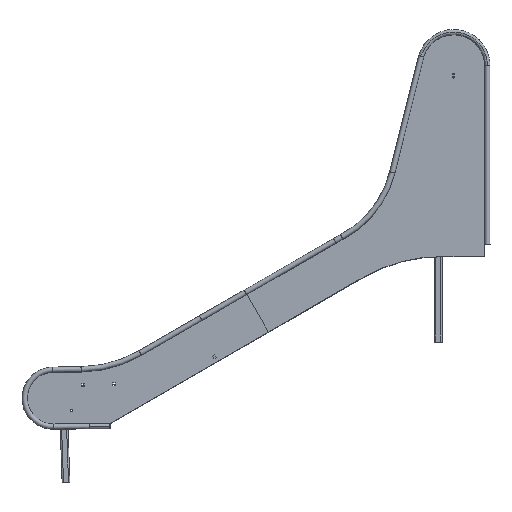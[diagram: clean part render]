
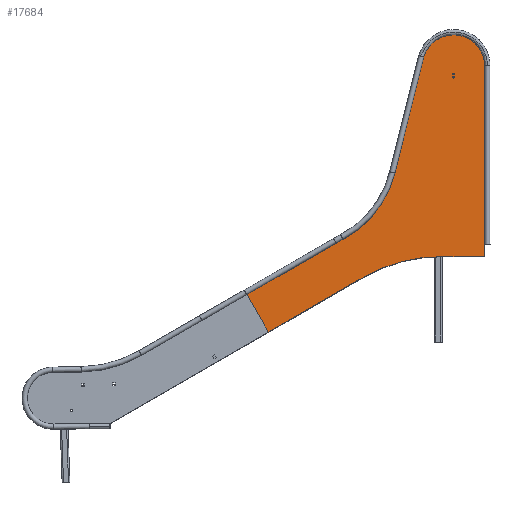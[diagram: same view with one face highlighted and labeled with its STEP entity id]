
A CAD part, top view. The second image highlights one B-rep face of the part: STEP entity #17684.
In plain terms, the highlighted face is planar.
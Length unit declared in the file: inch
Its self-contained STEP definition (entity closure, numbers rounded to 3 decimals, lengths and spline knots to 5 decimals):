
#191 = EDGE_CURVE ( 'NONE', #17458, #27538, #26681, .T. ) ;
#386 = EDGE_CURVE ( 'NONE', #24154, #24309, #3539, .T. ) ;
#523 = ORIENTED_EDGE ( 'NONE', *, *, #24787, .T. ) ;
#1069 = DIRECTION ( 'NONE',  ( -1., 0., 0. ) ) ;
#1347 = DIRECTION ( 'NONE',  ( 1., 0., 0. ) ) ;
#1352 = VECTOR ( 'NONE', #13899, 39.37008 ) ;
#1434 = ORIENTED_EDGE ( 'NONE', *, *, #191, .F. ) ;
#1921 = EDGE_CURVE ( 'NONE', #8058, #17150, #15941, .T. ) ;
#1998 = DIRECTION ( 'NONE',  ( -1., 0., 0. ) ) ;
#2057 = EDGE_CURVE ( 'NONE', #17150, #15405, #15713, .T. ) ;
#2768 = VECTOR ( 'NONE', #19252, 39.37008 ) ;
#3136 = LINE ( 'NONE', #19389, #21223 ) ;
#3349 = DIRECTION ( 'NONE',  ( 1., 0., 0. ) ) ;
#3539 = LINE ( 'NONE', #8342, #8338 ) ;
#4271 = EDGE_CURVE ( 'NONE', #27538, #17458, #25060, .T. ) ;
#4529 = EDGE_CURVE ( 'NONE', #15405, #27337, #3136, .T. ) ;
#4536 = CARTESIAN_POINT ( 'NONE',  ( 0., 0., 0. ) ) ;
#4643 = ORIENTED_EDGE ( 'NONE', *, *, #2057, .T. ) ;
#4826 = VERTEX_POINT ( 'NONE', #27493 ) ;
#5220 = CARTESIAN_POINT ( 'NONE',  ( 0., -32.31868, 8.53773 ) ) ;
#5252 = CIRCLE ( 'NONE', #14381, 6. ) ;
#5273 = CARTESIAN_POINT ( 'NONE',  ( 0., 38.65207, 11.74355 ) ) ;
#5490 = ORIENTED_EDGE ( 'NONE', *, *, #27960, .T. ) ;
#5510 = DIRECTION ( 'NONE',  ( 0., 0., -1. ) ) ;
#6404 = CARTESIAN_POINT ( 'NONE',  ( 0., -7.36259, 46.0125 ) ) ;
#6444 = EDGE_LOOP ( 'NONE', ( #28013, #15133 ) ) ;
#6737 = AXIS2_PLACEMENT_3D ( 'NONE', #14469, #1069, #7831 ) ;
#6786 = CARTESIAN_POINT ( 'NONE',  ( 0., 35.3125, 6.03773 ) ) ;
#6948 = CARTESIAN_POINT ( 'NONE',  ( 0., 21.02575, 36.75995 ) ) ;
#7284 = AXIS2_PLACEMENT_3D ( 'NONE', #5220, #24137, #5510 ) ;
#7406 = LINE ( 'NONE', #20785, #1352 ) ;
#7509 = CARTESIAN_POINT ( 'NONE',  ( 0., 34.75, 6.03773 ) ) ;
#7686 = ORIENTED_EDGE ( 'NONE', *, *, #4529, .T. ) ;
#7831 = DIRECTION ( 'NONE',  ( 0., 0., 1. ) ) ;
#7966 = FACE_OUTER_BOUND ( 'NONE', #9809, .T. ) ;
#8051 = AXIS2_PLACEMENT_3D ( 'NONE', #23917, #3349, #25742 ) ;
#8058 = VERTEX_POINT ( 'NONE', #13221 ) ;
#8112 = CARTESIAN_POINT ( 'NONE',  ( 0., -7.36259, 46.0125 ) ) ;
#8200 = DIRECTION ( 'NONE',  ( 0., 1., 0. ) ) ;
#8338 = VECTOR ( 'NONE', #8200, 39.37008 ) ;
#8342 = CARTESIAN_POINT ( 'NONE',  ( 0., 36.91667, 0. ) ) ;
#9238 = CARTESIAN_POINT ( 'NONE',  ( 0., 34.75, 6.22523 ) ) ;
#9623 = ORIENTED_EDGE ( 'NONE', *, *, #386, .T. ) ;
#9631 = VERTEX_POINT ( 'NONE', #24887 ) ;
#9809 = EDGE_LOOP ( 'NONE', ( #23180, #523, #28438, #9623, #25216, #5490, #10221, #14705, #4643, #7686 ) ) ;
#10013 = CIRCLE ( 'NONE', #21520, 0.1875 ) ;
#10221 = ORIENTED_EDGE ( 'NONE', *, *, #26087, .T. ) ;
#10228 = CARTESIAN_POINT ( 'NONE',  ( 0., -4.01619, 23.53773 ) ) ;
#10354 = DIRECTION ( 'NONE',  ( 0., -0.866, -0.5 ) ) ;
#10645 = CIRCLE ( 'NONE', #27442, 30. ) ;
#10687 = EDGE_CURVE ( 'NONE', #27337, #28996, #29721, .T. ) ;
#11072 = VERTEX_POINT ( 'NONE', #18258 ) ;
#11277 = CARTESIAN_POINT ( 'NONE',  ( 0., -29.99695, 8.53773 ) ) ;
#11543 = DIRECTION ( 'NONE',  ( 1., 0., 0. ) ) ;
#12723 = VERTEX_POINT ( 'NONE', #9238 ) ;
#12783 = AXIS2_PLACEMENT_3D ( 'NONE', #6948, #1998, #16123 ) ;
#12971 = DIRECTION ( 'NONE',  ( 1., 0., 0. ) ) ;
#13221 = CARTESIAN_POINT ( 'NONE',  ( 0., 3.3474, 27.4071 ) ) ;
#13899 = DIRECTION ( 'NONE',  ( 0., 0., -1. ) ) ;
#14143 = EDGE_CURVE ( 'NONE', #11072, #12723, #21003, .T. ) ;
#14381 = AXIS2_PLACEMENT_3D ( 'NONE', #24465, #26123, #26716 ) ;
#14469 = CARTESIAN_POINT ( 'NONE',  ( 0., -29.99695, 8.53773 ) ) ;
#14519 = AXIS2_PLACEMENT_3D ( 'NONE', #6786, #12971, #18204 ) ;
#14705 = ORIENTED_EDGE ( 'NONE', *, *, #1921, .T. ) ;
#15073 = CARTESIAN_POINT ( 'NONE',  ( 0., 35.3125, 5.89711 ) ) ;
#15133 = ORIENTED_EDGE ( 'NONE', *, *, #16252, .F. ) ;
#15405 = VERTEX_POINT ( 'NONE', #8112 ) ;
#15676 = CARTESIAN_POINT ( 'NONE',  ( 0., -14.58465, 41.84284 ) ) ;
#15713 = LINE ( 'NONE', #6404, #19329 ) ;
#15832 = CARTESIAN_POINT ( 'NONE',  ( 0., 35.3125, 6.17836 ) ) ;
#15941 = CIRCLE ( 'NONE', #7284, 40.35 ) ;
#16123 = DIRECTION ( 'NONE',  ( 0., 0., 1. ) ) ;
#16252 = EDGE_CURVE ( 'NONE', #12723, #11072, #10013, .T. ) ;
#17150 = VERTEX_POINT ( 'NONE', #20390 ) ;
#17458 = VERTEX_POINT ( 'NONE', #15832 ) ;
#17684 = ADVANCED_FACE ( 'NONE', ( #21659, #19115, #7966 ), #26480, .F. ) ;
#17984 = AXIS2_PLACEMENT_3D ( 'NONE', #25511, #11543, #20535 ) ;
#18204 = DIRECTION ( 'NONE',  ( 0., 0., -1. ) ) ;
#18258 = CARTESIAN_POINT ( 'NONE',  ( 0., 34.75, 5.85023 ) ) ;
#18489 = DIRECTION ( 'NONE',  ( -1., 0., 0. ) ) ;
#18575 = CARTESIAN_POINT ( 'NONE',  ( 0., -14.58465, 41.84284 ) ) ;
#19033 = CARTESIAN_POINT ( 'NONE',  ( 0., 36.91667, 0. ) ) ;
#19115 = FACE_BOUND ( 'NONE', #27769, .T. ) ;
#19252 = DIRECTION ( 'NONE',  ( 0., -0.97, 0.242 ) ) ;
#19329 = VECTOR ( 'NONE', #24871, 39.37008 ) ;
#19389 = CARTESIAN_POINT ( 'NONE',  ( 0., -7.36259, 46.0125 ) ) ;
#20008 = VERTEX_POINT ( 'NONE', #23858 ) ;
#20179 = VECTOR ( 'NONE', #22649, 39.37008 ) ;
#20390 = CARTESIAN_POINT ( 'NONE',  ( 0., 2.62544, 28.71273 ) ) ;
#20446 = CIRCLE ( 'NONE', #12783, 20. ) ;
#20535 = DIRECTION ( 'NONE',  ( 0., 0., -1. ) ) ;
#20785 = CARTESIAN_POINT ( 'NONE',  ( 0., 0., 8.11 ) ) ;
#21003 = CIRCLE ( 'NONE', #8051, 0.1875 ) ;
#21223 = VECTOR ( 'NONE', #10354, 39.37008 ) ;
#21520 = AXIS2_PLACEMENT_3D ( 'NONE', #7509, #1347, #26465 ) ;
#21659 = FACE_BOUND ( 'NONE', #6444, .T. ) ;
#21825 = EDGE_CURVE ( 'NONE', #24309, #4826, #5252, .T. ) ;
#22188 = LINE ( 'NONE', #5273, #2768 ) ;
#22282 = DIRECTION ( 'NONE',  ( 0., 0., 1. ) ) ;
#22649 = DIRECTION ( 'NONE',  ( 0., 0.5, -0.866 ) ) ;
#23180 = ORIENTED_EDGE ( 'NONE', *, *, #10687, .T. ) ;
#23438 = ORIENTED_EDGE ( 'NONE', *, *, #4271, .F. ) ;
#23858 = CARTESIAN_POINT ( 'NONE',  ( 0., 0., 8.11 ) ) ;
#23917 = CARTESIAN_POINT ( 'NONE',  ( 0., 34.75, 6.03773 ) ) ;
#24137 = DIRECTION ( 'NONE',  ( 1., 0., 0. ) ) ;
#24154 = VERTEX_POINT ( 'NONE', #4536 ) ;
#24309 = VERTEX_POINT ( 'NONE', #19033 ) ;
#24465 = CARTESIAN_POINT ( 'NONE',  ( 0., 36.91667, 6. ) ) ;
#24787 = EDGE_CURVE ( 'NONE', #28996, #20008, #10645, .T. ) ;
#24871 = DIRECTION ( 'NONE',  ( 0., -0.5, 0.866 ) ) ;
#24887 = CARTESIAN_POINT ( 'NONE',  ( 0., 16.17968, 17.35594 ) ) ;
#25060 = CIRCLE ( 'NONE', #14519, 0.14063 ) ;
#25216 = ORIENTED_EDGE ( 'NONE', *, *, #21825, .T. ) ;
#25511 = CARTESIAN_POINT ( 'NONE',  ( 0., 35.3125, 6.03773 ) ) ;
#25742 = DIRECTION ( 'NONE',  ( 0., 0., -1. ) ) ;
#26087 = EDGE_CURVE ( 'NONE', #9631, #8058, #20446, .T. ) ;
#26123 = DIRECTION ( 'NONE',  ( 1., 0., 0. ) ) ;
#26465 = DIRECTION ( 'NONE',  ( 0., 0., -1. ) ) ;
#26480 = PLANE ( 'NONE',  #6737 ) ;
#26681 = CIRCLE ( 'NONE', #17984, 0.14063 ) ;
#26716 = DIRECTION ( 'NONE',  ( 0., 0., -1. ) ) ;
#27337 = VERTEX_POINT ( 'NONE', #15676 ) ;
#27442 = AXIS2_PLACEMENT_3D ( 'NONE', #11277, #18489, #22282 ) ;
#27493 = CARTESIAN_POINT ( 'NONE',  ( 0., 38.65207, 11.74355 ) ) ;
#27538 = VERTEX_POINT ( 'NONE', #15073 ) ;
#27769 = EDGE_LOOP ( 'NONE', ( #23438, #1434 ) ) ;
#27960 = EDGE_CURVE ( 'NONE', #4826, #9631, #22188, .T. ) ;
#28013 = ORIENTED_EDGE ( 'NONE', *, *, #14143, .F. ) ;
#28438 = ORIENTED_EDGE ( 'NONE', *, *, #28604, .T. ) ;
#28604 = EDGE_CURVE ( 'NONE', #20008, #24154, #7406, .T. ) ;
#28996 = VERTEX_POINT ( 'NONE', #10228 ) ;
#29721 = LINE ( 'NONE', #18575, #20179 ) ;
